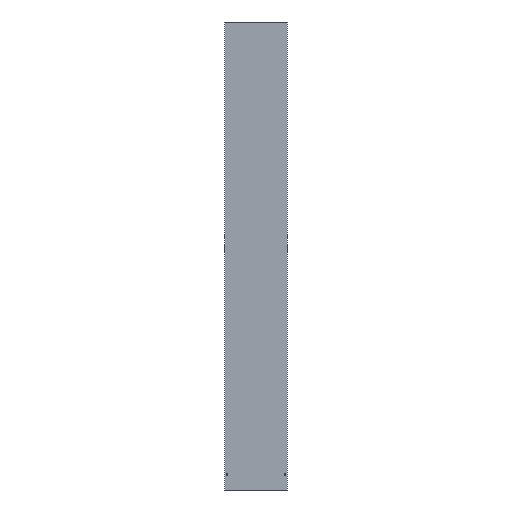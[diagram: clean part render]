
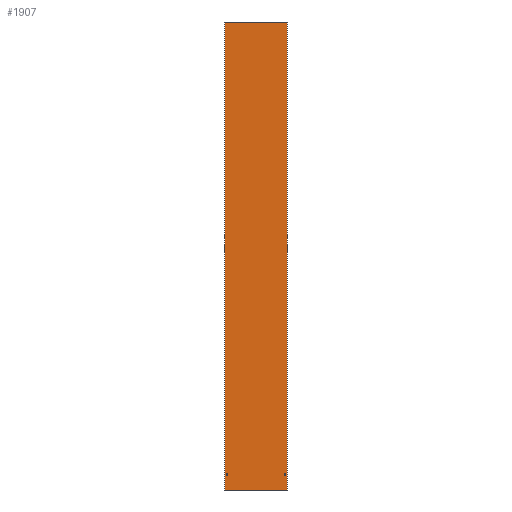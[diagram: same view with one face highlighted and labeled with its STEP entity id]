
A CAD part, front view. The second image highlights one B-rep face of the part: STEP entity #1907.
In plain terms, the highlighted planar face has unit normal (0, -1, 0).
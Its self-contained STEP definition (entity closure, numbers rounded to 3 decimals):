
#77 = DIRECTION ( 'NONE',  ( 0., 0., -1. ) ) ;
#96 = LINE ( 'NONE', #819, #615 ) ;
#120 = VECTOR ( 'NONE', #609, 1000. ) ;
#126 = AXIS2_PLACEMENT_3D ( 'NONE', #1172, #1504, #1002 ) ;
#147 = VECTOR ( 'NONE', #228, 1000. ) ;
#174 = CARTESIAN_POINT ( 'NONE',  ( 187., -0.75, 105. ) ) ;
#184 = DIRECTION ( 'NONE',  ( 0., 0., -1. ) ) ;
#189 = CARTESIAN_POINT ( 'NONE',  ( -199., -0.75, 0. ) ) ;
#211 = EDGE_CURVE ( 'NONE', #2061, #801, #494, .T. ) ;
#219 = EDGE_LOOP ( 'NONE', ( #1735, #1360 ) ) ;
#228 = DIRECTION ( 'NONE',  ( 1., 0., 0. ) ) ;
#234 = CIRCLE ( 'NONE', #847, 5. ) ;
#246 = CARTESIAN_POINT ( 'NONE',  ( -198.25, -0.75, 0. ) ) ;
#300 = EDGE_CURVE ( 'NONE', #1669, #2003, #2229, .T. ) ;
#333 = CARTESIAN_POINT ( 'NONE',  ( 187., -0.75, 100. ) ) ;
#340 = EDGE_CURVE ( 'NONE', #2144, #528, #868, .T. ) ;
#352 = DIRECTION ( 'NONE',  ( 1., 0., 0. ) ) ;
#401 = EDGE_LOOP ( 'NONE', ( #532, #1147, #1720, #1621, #958, #1497, #2032, #1972 ) ) ;
#412 = DIRECTION ( 'NONE',  ( -1., 0., 0. ) ) ;
#418 = CARTESIAN_POINT ( 'NONE',  ( -198.25, -0.75, 0. ) ) ;
#480 = EDGE_CURVE ( 'NONE', #1508, #1314, #1109, .T. ) ;
#494 = LINE ( 'NONE', #526, #1634 ) ;
#496 = CARTESIAN_POINT ( 'NONE',  ( 197.25, -0.75, 0. ) ) ;
#526 = CARTESIAN_POINT ( 'NONE',  ( -198.25, -0.75, 3000. ) ) ;
#528 = VERTEX_POINT ( 'NONE', #1120 ) ;
#532 = ORIENTED_EDGE ( 'NONE', *, *, #480, .T. ) ;
#609 = DIRECTION ( 'NONE',  ( 1., 0., 0. ) ) ;
#615 = VECTOR ( 'NONE', #1667, 1000. ) ;
#639 = FACE_BOUND ( 'NONE', #1210, .T. ) ;
#691 = DIRECTION ( 'NONE',  ( 0., -1., 0. ) ) ;
#763 = AXIS2_PLACEMENT_3D ( 'NONE', #809, #1487, #968 ) ;
#785 = VECTOR ( 'NONE', #1407, 1000. ) ;
#801 = VERTEX_POINT ( 'NONE', #1382 ) ;
#809 = CARTESIAN_POINT ( 'NONE',  ( 187., -0.75, 100. ) ) ;
#817 = EDGE_CURVE ( 'NONE', #1838, #1748, #1432, .T. ) ;
#819 = CARTESIAN_POINT ( 'NONE',  ( -198.25, -0.75, 3000. ) ) ;
#822 = CARTESIAN_POINT ( 'NONE',  ( -197.25, -0.75, 0. ) ) ;
#839 = VECTOR ( 'NONE', #184, 1000. ) ;
#847 = AXIS2_PLACEMENT_3D ( 'NONE', #1687, #2046, #1511 ) ;
#856 = CARTESIAN_POINT ( 'NONE',  ( -197.25, -0.75, 3000. ) ) ;
#868 = LINE ( 'NONE', #2060, #839 ) ;
#951 = LINE ( 'NONE', #1284, #147 ) ;
#958 = ORIENTED_EDGE ( 'NONE', *, *, #211, .F. ) ;
#968 = DIRECTION ( 'NONE',  ( 0., 0., -1. ) ) ;
#992 = FACE_BOUND ( 'NONE', #219, .T. ) ;
#995 = VECTOR ( 'NONE', #412, 1000. ) ;
#1002 = DIRECTION ( 'NONE',  ( 0., 0., 1. ) ) ;
#1031 = CARTESIAN_POINT ( 'NONE',  ( -199., -0.75, 3000. ) ) ;
#1109 = LINE ( 'NONE', #246, #120 ) ;
#1120 = CARTESIAN_POINT ( 'NONE',  ( 199., -0.75, 0. ) ) ;
#1147 = ORIENTED_EDGE ( 'NONE', *, *, #1728, .T. ) ;
#1172 = CARTESIAN_POINT ( 'NONE',  ( -198.25, -0.75, 3000. ) ) ;
#1199 = PLANE ( 'NONE',  #126 ) ;
#1210 = EDGE_LOOP ( 'NONE', ( #2029, #2102 ) ) ;
#1244 = EDGE_CURVE ( 'NONE', #1748, #1838, #234, .T. ) ;
#1284 = CARTESIAN_POINT ( 'NONE',  ( 198.25, -0.75, 0. ) ) ;
#1301 = FACE_OUTER_BOUND ( 'NONE', #401, .T. ) ;
#1314 = VERTEX_POINT ( 'NONE', #496 ) ;
#1323 = AXIS2_PLACEMENT_3D ( 'NONE', #333, #1545, #1719 ) ;
#1334 = CARTESIAN_POINT ( 'NONE',  ( -199., -0.75, 3000. ) ) ;
#1360 = ORIENTED_EDGE ( 'NONE', *, *, #817, .F. ) ;
#1368 = VERTEX_POINT ( 'NONE', #189 ) ;
#1382 = CARTESIAN_POINT ( 'NONE',  ( 197.25, -0.75, 3000. ) ) ;
#1407 = DIRECTION ( 'NONE',  ( -1., 0., 0. ) ) ;
#1413 = LINE ( 'NONE', #418, #995 ) ;
#1432 = CIRCLE ( 'NONE', #2120, 5. ) ;
#1487 = DIRECTION ( 'NONE',  ( 0., -1., 0. ) ) ;
#1497 = ORIENTED_EDGE ( 'NONE', *, *, #2007, .T. ) ;
#1504 = DIRECTION ( 'NONE',  ( 0., 1., 0. ) ) ;
#1508 = VERTEX_POINT ( 'NONE', #822 ) ;
#1511 = DIRECTION ( 'NONE',  ( 0., 0., -1. ) ) ;
#1516 = VERTEX_POINT ( 'NONE', #1334 ) ;
#1545 = DIRECTION ( 'NONE',  ( 0., -1., 0. ) ) ;
#1551 = DIRECTION ( 'NONE',  ( 0., 0., -1. ) ) ;
#1621 = ORIENTED_EDGE ( 'NONE', *, *, #1977, .F. ) ;
#1629 = LINE ( 'NONE', #1031, #2152 ) ;
#1634 = VECTOR ( 'NONE', #352, 1000. ) ;
#1667 = DIRECTION ( 'NONE',  ( 1., 0., 0. ) ) ;
#1669 = VERTEX_POINT ( 'NONE', #174 ) ;
#1687 = CARTESIAN_POINT ( 'NONE',  ( -187., -0.75, 100. ) ) ;
#1704 = CARTESIAN_POINT ( 'NONE',  ( 187., -0.75, 95. ) ) ;
#1712 = CARTESIAN_POINT ( 'NONE',  ( -197.25, -0.75, 3000. ) ) ;
#1719 = DIRECTION ( 'NONE',  ( 0., 0., -1. ) ) ;
#1720 = ORIENTED_EDGE ( 'NONE', *, *, #340, .F. ) ;
#1728 = EDGE_CURVE ( 'NONE', #1314, #528, #951, .T. ) ;
#1735 = ORIENTED_EDGE ( 'NONE', *, *, #1244, .F. ) ;
#1748 = VERTEX_POINT ( 'NONE', #1939 ) ;
#1795 = CIRCLE ( 'NONE', #763, 5. ) ;
#1813 = EDGE_CURVE ( 'NONE', #1508, #1368, #1413, .T. ) ;
#1817 = LINE ( 'NONE', #1712, #785 ) ;
#1829 = CARTESIAN_POINT ( 'NONE',  ( -187., -0.75, 105. ) ) ;
#1838 = VERTEX_POINT ( 'NONE', #1829 ) ;
#1857 = EDGE_CURVE ( 'NONE', #2003, #1669, #1795, .T. ) ;
#1907 = ADVANCED_FACE ( 'NONE', ( #639, #992, #1301 ), #1199, .F. ) ;
#1912 = CARTESIAN_POINT ( 'NONE',  ( -187., -0.75, 100. ) ) ;
#1939 = CARTESIAN_POINT ( 'NONE',  ( -187., -0.75, 95. ) ) ;
#1972 = ORIENTED_EDGE ( 'NONE', *, *, #1813, .F. ) ;
#1977 = EDGE_CURVE ( 'NONE', #801, #2144, #96, .T. ) ;
#2003 = VERTEX_POINT ( 'NONE', #1704 ) ;
#2007 = EDGE_CURVE ( 'NONE', #2061, #1516, #1817, .T. ) ;
#2029 = ORIENTED_EDGE ( 'NONE', *, *, #1857, .F. ) ;
#2032 = ORIENTED_EDGE ( 'NONE', *, *, #2117, .T. ) ;
#2046 = DIRECTION ( 'NONE',  ( 0., -1., 0. ) ) ;
#2060 = CARTESIAN_POINT ( 'NONE',  ( 199., -0.75, 3000. ) ) ;
#2061 = VERTEX_POINT ( 'NONE', #856 ) ;
#2102 = ORIENTED_EDGE ( 'NONE', *, *, #300, .F. ) ;
#2117 = EDGE_CURVE ( 'NONE', #1516, #1368, #1629, .T. ) ;
#2120 = AXIS2_PLACEMENT_3D ( 'NONE', #1912, #691, #1551 ) ;
#2144 = VERTEX_POINT ( 'NONE', #2188 ) ;
#2152 = VECTOR ( 'NONE', #77, 1000. ) ;
#2188 = CARTESIAN_POINT ( 'NONE',  ( 199., -0.75, 3000. ) ) ;
#2229 = CIRCLE ( 'NONE', #1323, 5. ) ;
